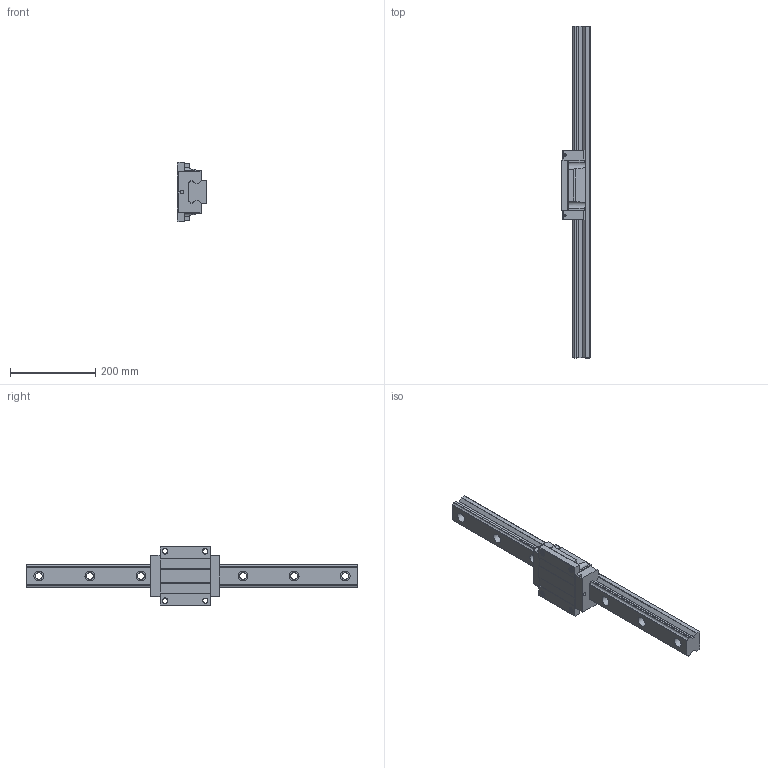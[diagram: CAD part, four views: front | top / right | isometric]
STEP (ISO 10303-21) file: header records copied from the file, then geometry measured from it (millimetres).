
FILE_DESCRIPTION(/* description */ (''),/* implementation_level */ '2;1');
FILE_NAME(/* name */ 'TRH55FL.stp',/* time_stamp */ '2012-09-21T10:06:09+08:00',/* author */ (''),/* organization */ (''),/* preprocessor_version */ 'ST-DEVELOPER v11',/* originating_system */ 'SIEMENS UGS NX 6.0',/* authorisation */ '');
FILE_SCHEMA (('CONFIG_CONTROL_DESIGN'));
Length unit declared in the file: millimetre
Products named in the file (1): fann9E27og1c
Bounding box: 70 x 780 x 140 mm (x, y, z)
Volume: 2298571.7 mm3; surface area: 262665 mm2
Topology: 2 solids, 2 shells, 189 faces, 523 edges, 351 vertices
Faces by surface type: plane 109, cylinder 72, bspline 8
Full cylindrical faces by diameter (mm): 5.2 x4, 8.484 x2, 16 x7, 23 x7
Entity records: 9238 total; most frequent: CARTESIAN_POINT 4391, ORIENTED_EDGE 992, DIRECTION 946, EDGE_CURVE 496, VERTEX_POINT 344, AXIS2_PLACEMENT_3D 331, LINE 284, VECTOR 284
